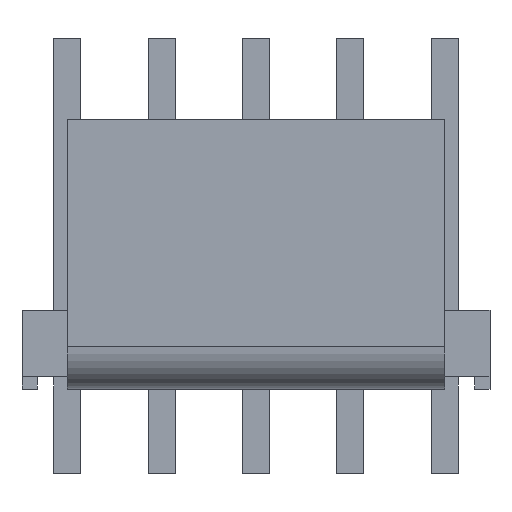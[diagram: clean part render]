
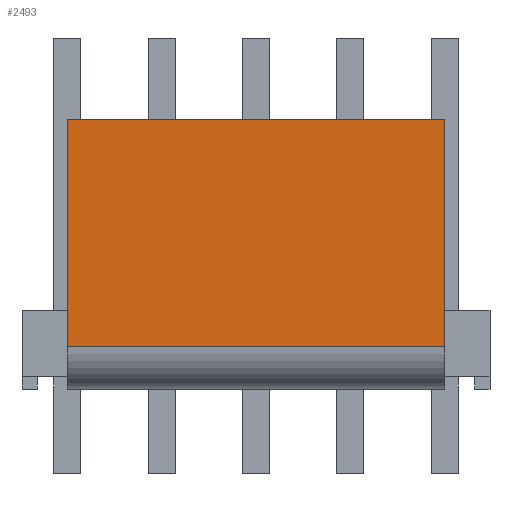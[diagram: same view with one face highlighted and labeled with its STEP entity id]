
A CAD part, front view. The second image highlights one B-rep face of the part: STEP entity #2493.
In plain terms, the highlighted planar face has unit normal (0, -1, 0).
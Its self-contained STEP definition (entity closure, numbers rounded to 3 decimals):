
#2182=CARTESIAN_POINT('',(-7.92,-4.899,1.777));
#2183=VERTEX_POINT('',#2182);
#2191=CARTESIAN_POINT('',(-7.92,-4.899,11.322));
#2192=VERTEX_POINT('',#2191);
#2193=CARTESIAN_POINT('',(-7.92,-4.899,1.777));
#2194=DIRECTION('',(0.0,0.0,1.0));
#2195=VECTOR('',#2194,9.545);
#2196=LINE('',#2193,#2195);
#2197=EDGE_CURVE('',#2183,#2192,#2196,.T.);
#2383=CARTESIAN_POINT('',(7.92,-4.899,11.322));
#2384=VERTEX_POINT('',#2383);
#2391=CARTESIAN_POINT('',(7.92,-4.899,1.777));
#2392=VERTEX_POINT('',#2391);
#2393=CARTESIAN_POINT('',(7.92,-4.899,1.777));
#2394=DIRECTION('',(0.0,0.0,1.0));
#2395=VECTOR('',#2394,9.545);
#2396=LINE('',#2393,#2395);
#2397=EDGE_CURVE('',#2392,#2384,#2396,.T.);
#2467=CARTESIAN_POINT('',(-7.92,-4.899,1.777));
#2468=DIRECTION('',(1.0,0.0,0.0));
#2469=VECTOR('',#2468,15.84);
#2470=LINE('',#2467,#2469);
#2471=EDGE_CURVE('',#2183,#2392,#2470,.T.);
#2477=CARTESIAN_POINT('',(8.712,-4.899,1.3));
#2478=DIRECTION('',(0.0,-1.0,0.0));
#2479=DIRECTION('',(1.0,0.0,0.0));
#2480=AXIS2_PLACEMENT_3D('',#2477,#2478,#2479);
#2481=PLANE('',#2480);
#2482=ORIENTED_EDGE('',*,*,#2471,.T.);
#2483=ORIENTED_EDGE('',*,*,#2397,.T.);
#2484=CARTESIAN_POINT('',(-7.92,-4.899,11.322));
#2485=DIRECTION('',(1.0,0.0,0.0));
#2486=VECTOR('',#2485,15.84);
#2487=LINE('',#2484,#2486);
#2488=EDGE_CURVE('',#2192,#2384,#2487,.T.);
#2489=ORIENTED_EDGE('',*,*,#2488,.F.);
#2490=ORIENTED_EDGE('',*,*,#2197,.F.);
#2491=EDGE_LOOP('',(#2482,#2483,#2489,#2490));
#2492=FACE_OUTER_BOUND('',#2491,.T.);
#2493=ADVANCED_FACE('',(#2492),#2481,.T.);
